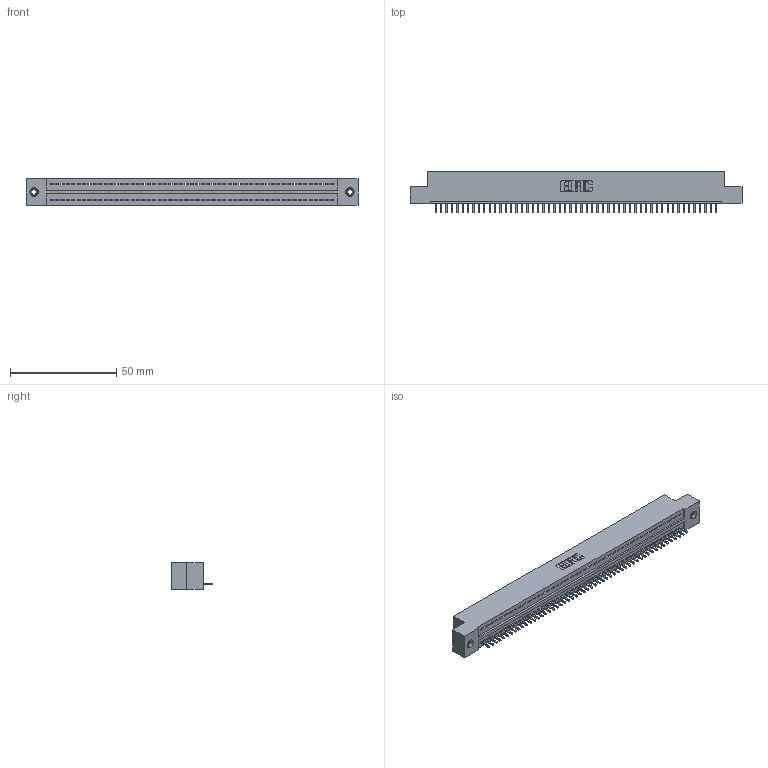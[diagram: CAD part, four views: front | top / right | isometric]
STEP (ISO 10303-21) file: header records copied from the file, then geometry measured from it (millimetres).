
FILE_DESCRIPTION (( 'STEP AP203' ), '1' );
FILE_NAME ('325-053-520-108.STEP', '2020-02-25T00:40:24', ( '' ), ( '' ), 'SwSTEP 2.0', 'SolidWorks 2016', '' );
FILE_SCHEMA (( 'CONFIG_CONTROL_DESIGN' ));
Length unit declared in the file: inch
Products named in the file (4): 325 Part_TI; 345-250-001_345-250-003-102; 325-053-520-108; 325-292-001_325-293-120
Assembly tree (56 placements, depth 2):
  325-053-520-108
    325 Part_TI
    325-292-001_325-293-120  x53
    345-250-001_345-250-003-102  x2
Bounding box: 156.34 x 19.68 x 12.45 mm (x, y, z)
Volume: 19790 mm3; surface area: 21265.4 mm2
Topology: 56 solids, 56 shells, 3248 faces, 9775 edges, 6438 vertices
Faces by surface type: plane 2328, cylinder 904, cone 12, torus 4
Entity records: 32182 total; most frequent: CARTESIAN_POINT 5532, ORIENTED_EDGE 5514, DIRECTION 4677, EDGE_CURVE 2757, LINE 2609, VECTOR 2609, VERTEX_POINT 1832, AXIS2_PLACEMENT_3D 1034
